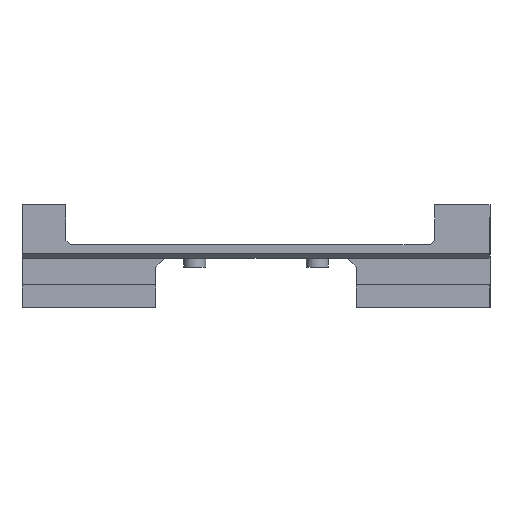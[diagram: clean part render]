
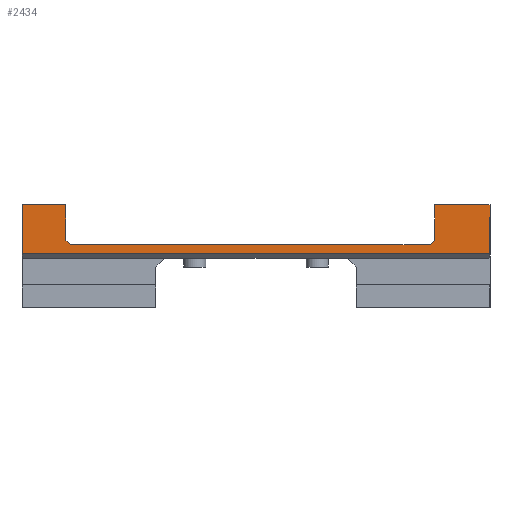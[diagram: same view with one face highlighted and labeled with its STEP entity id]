
A CAD part, front view. The second image highlights one B-rep face of the part: STEP entity #2434.
In plain terms, the highlighted planar face has unit normal (0, -1, 0).
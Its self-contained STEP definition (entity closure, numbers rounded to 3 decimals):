
#66 = LINE ( 'NONE', #1457, #2329 ) ;
#84 = DIRECTION ( 'NONE',  ( 1., 0., 0. ) ) ;
#85 = CARTESIAN_POINT ( 'NONE',  ( -41.65, -52.5, 3. ) ) ;
#90 = DIRECTION ( 'NONE',  ( 0., 0., -1. ) ) ;
#142 = CARTESIAN_POINT ( 'NONE',  ( 39.05, -52.5, 3. ) ) ;
#146 = VERTEX_POINT ( 'NONE', #4037 ) ;
#206 = ORIENTED_EDGE ( 'NONE', *, *, #2831, .F. ) ;
#334 = LINE ( 'NONE', #4052, #2687 ) ;
#469 = LINE ( 'NONE', #3216, #2491 ) ;
#485 = EDGE_CURVE ( 'NONE', #3295, #1646, #334, .T. ) ;
#513 = PLANE ( 'NONE',  #4281 ) ;
#645 = EDGE_CURVE ( 'NONE', #2411, #2550, #66, .T. ) ;
#849 = DIRECTION ( 'NONE',  ( 0., 0., -1. ) ) ;
#891 = CARTESIAN_POINT ( 'NONE',  ( 52.5, -52.5, 12. ) ) ;
#925 = CARTESIAN_POINT ( 'NONE',  ( -52.5, -52.5, 12. ) ) ;
#1065 = VERTEX_POINT ( 'NONE', #1939 ) ;
#1111 = ORIENTED_EDGE ( 'NONE', *, *, #645, .F. ) ;
#1163 = DIRECTION ( 'NONE',  ( 0., 0., -1. ) ) ;
#1207 = VECTOR ( 'NONE', #4340, 1000. ) ;
#1213 = VECTOR ( 'NONE', #84, 1000. ) ;
#1239 = DIRECTION ( 'NONE',  ( 1., 0., 0. ) ) ;
#1425 = CARTESIAN_POINT ( 'NONE',  ( -6.725, -52.5, -42.775 ) ) ;
#1449 = ORIENTED_EDGE ( 'NONE', *, *, #2342, .F. ) ;
#1456 = VERTEX_POINT ( 'NONE', #3612 ) ;
#1457 = CARTESIAN_POINT ( 'NONE',  ( 52.5, -52.5, 3. ) ) ;
#1605 = CARTESIAN_POINT ( 'NONE',  ( 40.05, -52.5, 4. ) ) ;
#1606 = DIRECTION ( 'NONE',  ( 1., 0., 0. ) ) ;
#1621 = VECTOR ( 'NONE', #2790, 1000. ) ;
#1626 = LINE ( 'NONE', #4018, #1207 ) ;
#1646 = VERTEX_POINT ( 'NONE', #3005 ) ;
#1720 = EDGE_LOOP ( 'NONE', ( #2791, #2405, #1111, #3747, #3911, #4150, #206, #3440, #3610, #1449 ) ) ;
#1877 = CARTESIAN_POINT ( 'NONE',  ( -52.5, -52.5, 3. ) ) ;
#1939 = CARTESIAN_POINT ( 'NONE',  ( -52.5, -52.5, 1. ) ) ;
#2031 = VERTEX_POINT ( 'NONE', #925 ) ;
#2096 = LINE ( 'NONE', #1425, #1621 ) ;
#2192 = EDGE_CURVE ( 'NONE', #146, #2411, #4230, .T. ) ;
#2219 = FACE_OUTER_BOUND ( 'NONE', #1720, .T. ) ;
#2329 = VECTOR ( 'NONE', #1163, 1000. ) ;
#2342 = EDGE_CURVE ( 'NONE', #2031, #1456, #2576, .T. ) ;
#2405 = ORIENTED_EDGE ( 'NONE', *, *, #3958, .F. ) ;
#2410 = VECTOR ( 'NONE', #1239, 1000. ) ;
#2411 = VERTEX_POINT ( 'NONE', #891 ) ;
#2434 = ADVANCED_FACE ( 'NONE', ( #2219 ), #513, .F. ) ;
#2491 = VECTOR ( 'NONE', #849, 1000. ) ;
#2550 = VERTEX_POINT ( 'NONE', #2701 ) ;
#2566 = CARTESIAN_POINT ( 'NONE',  ( 40.05, -52.5, 12. ) ) ;
#2576 = LINE ( 'NONE', #3217, #2692 ) ;
#2687 = VECTOR ( 'NONE', #3067, 1000. ) ;
#2692 = VECTOR ( 'NONE', #1606, 1000. ) ;
#2701 = CARTESIAN_POINT ( 'NONE',  ( 52.5, -52.5, 1. ) ) ;
#2731 = EDGE_CURVE ( 'NONE', #3945, #4170, #2096, .T. ) ;
#2757 = LINE ( 'NONE', #4124, #2987 ) ;
#2790 = DIRECTION ( 'NONE',  ( -0.707, 0., -0.707 ) ) ;
#2791 = ORIENTED_EDGE ( 'NONE', *, *, #3136, .T. ) ;
#2816 = CARTESIAN_POINT ( 'NONE',  ( 40.05, -52.5, 12. ) ) ;
#2831 = EDGE_CURVE ( 'NONE', #3295, #4170, #2899, .T. ) ;
#2832 = LINE ( 'NONE', #2566, #3782 ) ;
#2899 = LINE ( 'NONE', #3253, #2410 ) ;
#2987 = VECTOR ( 'NONE', #90, 1000. ) ;
#3005 = CARTESIAN_POINT ( 'NONE',  ( -42.65, -52.5, 4. ) ) ;
#3067 = DIRECTION ( 'NONE',  ( -0.707, 0., 0.707 ) ) ;
#3136 = EDGE_CURVE ( 'NONE', #2031, #1065, #2757, .T. ) ;
#3216 = CARTESIAN_POINT ( 'NONE',  ( -42.65, -52.5, 12. ) ) ;
#3217 = CARTESIAN_POINT ( 'NONE',  ( -52.5, -52.5, 12. ) ) ;
#3253 = CARTESIAN_POINT ( 'NONE',  ( -52.5, -52.5, 3. ) ) ;
#3295 = VERTEX_POINT ( 'NONE', #85 ) ;
#3305 = DIRECTION ( 'NONE',  ( 0., 0., 1. ) ) ;
#3440 = ORIENTED_EDGE ( 'NONE', *, *, #485, .T. ) ;
#3610 = ORIENTED_EDGE ( 'NONE', *, *, #3788, .F. ) ;
#3612 = CARTESIAN_POINT ( 'NONE',  ( -42.65, -52.5, 12. ) ) ;
#3747 = ORIENTED_EDGE ( 'NONE', *, *, #2192, .F. ) ;
#3782 = VECTOR ( 'NONE', #4199, 1000. ) ;
#3788 = EDGE_CURVE ( 'NONE', #1456, #1646, #469, .T. ) ;
#3911 = ORIENTED_EDGE ( 'NONE', *, *, #4231, .T. ) ;
#3945 = VERTEX_POINT ( 'NONE', #1605 ) ;
#3956 = DIRECTION ( 'NONE',  ( 0., 1., 0. ) ) ;
#3958 = EDGE_CURVE ( 'NONE', #2550, #1065, #1626, .T. ) ;
#4018 = CARTESIAN_POINT ( 'NONE',  ( -52.5, -52.5, 1. ) ) ;
#4037 = CARTESIAN_POINT ( 'NONE',  ( 40.05, -52.5, 12. ) ) ;
#4052 = CARTESIAN_POINT ( 'NONE',  ( -47.075, -52.5, 8.425 ) ) ;
#4124 = CARTESIAN_POINT ( 'NONE',  ( -52.5, -52.5, 3. ) ) ;
#4150 = ORIENTED_EDGE ( 'NONE', *, *, #2731, .T. ) ;
#4170 = VERTEX_POINT ( 'NONE', #142 ) ;
#4199 = DIRECTION ( 'NONE',  ( 0., 0., -1. ) ) ;
#4230 = LINE ( 'NONE', #2816, #1213 ) ;
#4231 = EDGE_CURVE ( 'NONE', #146, #3945, #2832, .T. ) ;
#4281 = AXIS2_PLACEMENT_3D ( 'NONE', #1877, #3956, #3305 ) ;
#4340 = DIRECTION ( 'NONE',  ( -1., 0., 0. ) ) ;
